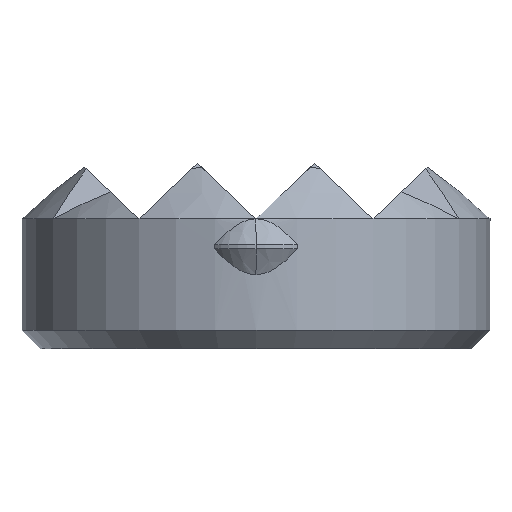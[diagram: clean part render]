
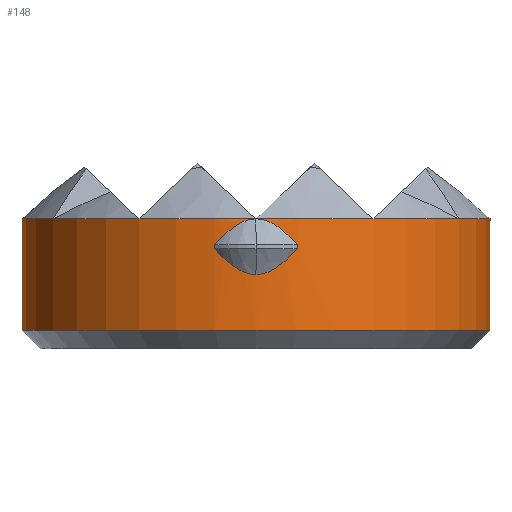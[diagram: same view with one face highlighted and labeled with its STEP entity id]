
A CAD part, front view. The second image highlights one B-rep face of the part: STEP entity #148.
In plain terms, the highlighted cylindrical face has radius 6.3 mm (diameter 12.6 mm), a partial arc.
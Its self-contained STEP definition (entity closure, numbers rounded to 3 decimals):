
#148=ADVANCED_FACE('',(#352),#353,.T.);
#352=FACE_OUTER_BOUND('',#609,.T.);
#353=CYLINDRICAL_SURFACE('',#610,6.3);
#609=EDGE_LOOP('',(#965,#966,#967,#968,#969,#970,#971,#972,#973,#974,#975,#976,#977,#978,#979));
#610=AXIS2_PLACEMENT_3D('',#980,#981,#982);
#965=ORIENTED_EDGE('',*,*,#1440,.T.);
#966=ORIENTED_EDGE('',*,*,#1506,.F.);
#967=ORIENTED_EDGE('',*,*,#1459,.T.);
#968=ORIENTED_EDGE('',*,*,#1507,.T.);
#969=ORIENTED_EDGE('',*,*,#1508,.T.);
#970=ORIENTED_EDGE('',*,*,#1509,.T.);
#971=ORIENTED_EDGE('',*,*,#1463,.T.);
#972=ORIENTED_EDGE('',*,*,#1467,.T.);
#973=ORIENTED_EDGE('',*,*,#1470,.T.);
#974=ORIENTED_EDGE('',*,*,#1499,.T.);
#975=ORIENTED_EDGE('',*,*,#1502,.T.);
#976=ORIENTED_EDGE('',*,*,#1504,.T.);
#977=ORIENTED_EDGE('',*,*,#1510,.T.);
#978=ORIENTED_EDGE('',*,*,#1511,.T.);
#979=ORIENTED_EDGE('',*,*,#1512,.T.);
#980=CARTESIAN_POINT('',(0.0,0.,2.));
#981=DIRECTION('',(-0.0,0.0,-1.0));
#982=DIRECTION('',(-1.0,0.,0.0));
#1440=EDGE_CURVE('',#1679,#1670,#1680,.T.);
#1459=EDGE_CURVE('',#1673,#1713,#1715,.T.);
#1463=EDGE_CURVE('',#1718,#1720,#1722,.T.);
#1467=EDGE_CURVE('',#1720,#1726,#1728,.T.);
#1470=EDGE_CURVE('',#1726,#1730,#1732,.T.);
#1499=EDGE_CURVE('',#1730,#1764,#1766,.T.);
#1502=EDGE_CURVE('',#1764,#1768,#1770,.T.);
#1504=EDGE_CURVE('',#1768,#1718,#1772,.T.);
#1506=EDGE_CURVE('',#1673,#1670,#1774,.T.);
#1507=EDGE_CURVE('',#1713,#1775,#1776,.T.);
#1508=EDGE_CURVE('',#1775,#1777,#1778,.T.);
#1509=EDGE_CURVE('',#1777,#1718,#1779,.T.);
#1510=EDGE_CURVE('',#1718,#1780,#1781,.T.);
#1511=EDGE_CURVE('',#1780,#1782,#1783,.T.);
#1512=EDGE_CURVE('',#1782,#1679,#1784,.T.);
#1670=VERTEX_POINT('',#1975);
#1673=VERTEX_POINT('',#1979);
#1679=VERTEX_POINT('',#1986);
#1680=LINE('',#1987,#1988);
#1713=VERTEX_POINT('',#2097);
#1715=LINE('',#2099,#2100);
#1718=VERTEX_POINT('',#2103);
#1720=VERTEX_POINT('',#2106);
#1722=B_SPLINE_CURVE_WITH_KNOTS('',3,(#2108,#2109,#2110,#2111,#2112,#2113,#2114,#2115,#2116,#2117),.UNSPECIFIED.,.F.,.F.,(4,2,2,2,4),(2.727,3.068,3.409,4.091,4.188),.UNSPECIFIED.);
#1726=VERTEX_POINT('',#2122);
#1728=LINE('',#2124,#2125);
#1730=VERTEX_POINT('',#2127);
#1732=B_SPLINE_CURVE_WITH_KNOTS('',3,(#2130,#2131,#2132,#2133,#2134,#2135,#2136,#2137,#2138,#2139),.UNSPECIFIED.,.F.,.F.,(4,2,2,2,4),(1.266,1.364,2.045,2.386,2.727),.UNSPECIFIED.);
#1764=VERTEX_POINT('',#2177);
#1766=B_SPLINE_CURVE_WITH_KNOTS('',3,(#2179,#2180,#2181,#2182,#2183,#2184,#2185,#2186,#2187,#2188),.UNSPECIFIED.,.F.,.F.,(4,2,2,2,4),(2.727,3.068,3.409,4.091,4.188),.UNSPECIFIED.);
#1768=VERTEX_POINT('',#2190);
#1770=LINE('',#2192,#2193);
#1772=B_SPLINE_CURVE_WITH_KNOTS('',3,(#2195,#2196,#2197,#2198,#2199,#2200,#2201,#2202,#2203,#2204),.UNSPECIFIED.,.F.,.F.,(4,2,2,2,4),(1.266,1.364,2.045,2.386,2.727),.UNSPECIFIED.);
#1774=CIRCLE('',#2206,6.3);
#1775=VERTEX_POINT('',#2207);
#1776=CIRCLE('',#2208,6.3);
#1777=VERTEX_POINT('',#2209);
#1778=CIRCLE('',#2210,6.3);
#1779=CIRCLE('',#2211,6.3);
#1780=VERTEX_POINT('',#2212);
#1781=CIRCLE('',#2213,6.3);
#1782=VERTEX_POINT('',#2214);
#1783=CIRCLE('',#2215,6.3);
#1784=CIRCLE('',#2216,6.3);
#1975=CARTESIAN_POINT('',(-6.3,0.,0.5));
#1979=CARTESIAN_POINT('',(6.3,0.,0.5));
#1986=CARTESIAN_POINT('',(-6.3,0.0,3.5));
#1987=CARTESIAN_POINT('',(-6.3,0.,2.));
#1988=VECTOR('',#2538,1.0);
#2097=CARTESIAN_POINT('',(6.3,0.0,3.5));
#2099=CARTESIAN_POINT('',(6.3,0.,2.));
#2100=VECTOR('',#2561,1.0);
#2103=CARTESIAN_POINT('',(0.,-6.3,3.5));
#2106=CARTESIAN_POINT('',(1.118,-6.2,2.807));
#2108=CARTESIAN_POINT('',(0.,-6.3,3.5));
#2109=CARTESIAN_POINT('',(0.114,-6.3,3.5));
#2110=CARTESIAN_POINT('',(0.214,-6.297,3.476));
#2111=CARTESIAN_POINT('',(0.401,-6.288,3.403));
#2112=CARTESIAN_POINT('',(0.487,-6.282,3.355));
#2113=CARTESIAN_POINT('',(0.74,-6.259,3.184));
#2114=CARTESIAN_POINT('',(0.897,-6.238,3.04));
#2115=CARTESIAN_POINT('',(1.074,-6.208,2.854));
#2116=CARTESIAN_POINT('',(1.096,-6.204,2.831));
#2117=CARTESIAN_POINT('',(1.118,-6.2,2.807));
#2122=CARTESIAN_POINT('',(1.118,-6.2,2.693));
#2124=CARTESIAN_POINT('',(1.118,-6.2,2.75));
#2125=VECTOR('',#2570,1.0);
#2127=CARTESIAN_POINT('',(0.,-6.3,2.));
#2130=CARTESIAN_POINT('',(1.118,-6.2,2.693));
#2131=CARTESIAN_POINT('',(1.096,-6.204,2.669));
#2132=CARTESIAN_POINT('',(1.074,-6.208,2.646));
#2133=CARTESIAN_POINT('',(0.897,-6.238,2.46));
#2134=CARTESIAN_POINT('',(0.74,-6.259,2.316));
#2135=CARTESIAN_POINT('',(0.487,-6.282,2.145));
#2136=CARTESIAN_POINT('',(0.401,-6.288,2.097));
#2137=CARTESIAN_POINT('',(0.214,-6.297,2.024));
#2138=CARTESIAN_POINT('',(0.114,-6.3,2.));
#2139=CARTESIAN_POINT('',(0.,-6.3,2.));
#2177=CARTESIAN_POINT('',(-1.118,-6.2,2.693));
#2179=CARTESIAN_POINT('',(0.,-6.3,2.));
#2180=CARTESIAN_POINT('',(-0.114,-6.3,2.));
#2181=CARTESIAN_POINT('',(-0.214,-6.297,2.024));
#2182=CARTESIAN_POINT('',(-0.401,-6.288,2.097));
#2183=CARTESIAN_POINT('',(-0.487,-6.282,2.145));
#2184=CARTESIAN_POINT('',(-0.74,-6.259,2.316));
#2185=CARTESIAN_POINT('',(-0.897,-6.238,2.46));
#2186=CARTESIAN_POINT('',(-1.074,-6.208,2.646));
#2187=CARTESIAN_POINT('',(-1.096,-6.204,2.669));
#2188=CARTESIAN_POINT('',(-1.118,-6.2,2.693));
#2190=CARTESIAN_POINT('',(-1.118,-6.2,2.807));
#2192=CARTESIAN_POINT('',(-1.118,-6.2,2.75));
#2193=VECTOR('',#2608,1.0);
#2195=CARTESIAN_POINT('',(-1.118,-6.2,2.807));
#2196=CARTESIAN_POINT('',(-1.096,-6.204,2.831));
#2197=CARTESIAN_POINT('',(-1.074,-6.208,2.854));
#2198=CARTESIAN_POINT('',(-0.897,-6.238,3.04));
#2199=CARTESIAN_POINT('',(-0.74,-6.259,3.184));
#2200=CARTESIAN_POINT('',(-0.487,-6.282,3.355));
#2201=CARTESIAN_POINT('',(-0.401,-6.288,3.403));
#2202=CARTESIAN_POINT('',(-0.214,-6.297,3.476));
#2203=CARTESIAN_POINT('',(-0.114,-6.3,3.5));
#2204=CARTESIAN_POINT('',(0.,-6.3,3.5));
#2206=AXIS2_PLACEMENT_3D('',#2609,#2610,#2611);
#2207=CARTESIAN_POINT('',(5.456,-3.15,3.5));
#2208=AXIS2_PLACEMENT_3D('',#2612,#2613,#2614);
#2209=CARTESIAN_POINT('',(3.15,-5.456,3.5));
#2210=AXIS2_PLACEMENT_3D('',#2615,#2616,#2617);
#2211=AXIS2_PLACEMENT_3D('',#2618,#2619,#2620);
#2212=CARTESIAN_POINT('',(-3.15,-5.456,3.5));
#2213=AXIS2_PLACEMENT_3D('',#2621,#2622,#2623);
#2214=CARTESIAN_POINT('',(-5.456,-3.15,3.5));
#2215=AXIS2_PLACEMENT_3D('',#2624,#2625,#2626);
#2216=AXIS2_PLACEMENT_3D('',#2627,#2628,#2629);
#2538=DIRECTION('',(0.0,0.0,-1.0));
#2561=DIRECTION('',(-0.0,-0.0,1.0));
#2570=DIRECTION('',(0.0,0.,-1.0));
#2608=DIRECTION('',(0.0,0.,1.0));
#2609=CARTESIAN_POINT('',(0.0,0.,0.5));
#2610=DIRECTION('',(-0.0,0.0,-1.0));
#2611=DIRECTION('',(-1.0,0.,0.0));
#2612=CARTESIAN_POINT('',(0.0,0.,3.5));
#2613=DIRECTION('',(-0.0,0.0,-1.0));
#2614=DIRECTION('',(-1.0,0.,0.0));
#2615=CARTESIAN_POINT('',(0.0,0.,3.5));
#2616=DIRECTION('',(-0.0,0.0,-1.0));
#2617=DIRECTION('',(-1.0,0.,0.0));
#2618=CARTESIAN_POINT('',(0.0,0.,3.5));
#2619=DIRECTION('',(-0.0,0.0,-1.0));
#2620=DIRECTION('',(-1.0,0.,0.0));
#2621=CARTESIAN_POINT('',(0.0,0.,3.5));
#2622=DIRECTION('',(-0.0,0.0,-1.0));
#2623=DIRECTION('',(-1.0,0.,0.0));
#2624=CARTESIAN_POINT('',(0.0,0.,3.5));
#2625=DIRECTION('',(-0.0,0.0,-1.0));
#2626=DIRECTION('',(-1.0,0.,0.0));
#2627=CARTESIAN_POINT('',(0.0,0.,3.5));
#2628=DIRECTION('',(-0.0,0.0,-1.0));
#2629=DIRECTION('',(-1.0,0.,0.0));
